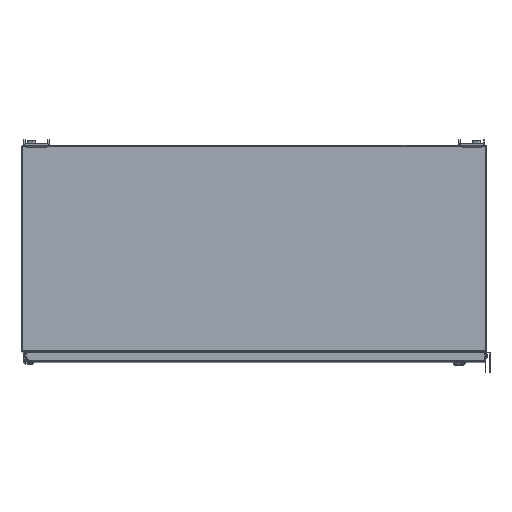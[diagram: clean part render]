
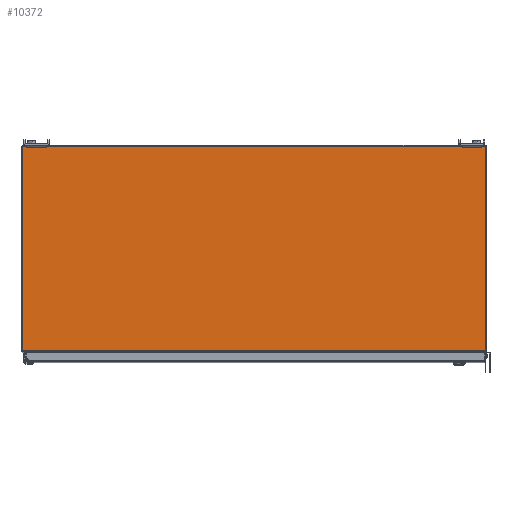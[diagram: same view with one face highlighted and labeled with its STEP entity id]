
A CAD part, top view. The second image highlights one B-rep face of the part: STEP entity #10372.
In plain terms, the highlighted planar face has unit normal (0, 0, 1).
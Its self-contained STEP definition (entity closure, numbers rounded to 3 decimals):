
#10372 = ADVANCED_FACE( '', ( #20732 ), #20733, .T. );
#20732 = FACE_OUTER_BOUND( '', #62424, .T. );
#20733 = PLANE( '', #62425 );
#62424 = EDGE_LOOP( '', ( #94148, #94149, #94150, #94151 ) );
#62425 = AXIS2_PLACEMENT_3D( '', #94152, #94153, #94154 );
#94148 = ORIENTED_EDGE( '', *, *, #104626, .T. );
#94149 = ORIENTED_EDGE( '', *, *, #101638, .T. );
#94150 = ORIENTED_EDGE( '', *, *, #103439, .T. );
#94151 = ORIENTED_EDGE( '', *, *, #99668, .T. );
#94152 = CARTESIAN_POINT( '', ( 0., 0., 0. ) );
#94153 = DIRECTION( '', ( 0., 0., 1. ) );
#94154 = DIRECTION( '', ( 1., 0., 0. ) );
#99668 = EDGE_CURVE( '', #113163, #113164, #113165, .T. );
#101638 = EDGE_CURVE( '', #115918, #115925, #115927, .T. );
#103439 = EDGE_CURVE( '', #115925, #113163, #118190, .T. );
#104626 = EDGE_CURVE( '', #113164, #115918, #119460, .T. );
#113163 = VERTEX_POINT( '', #141643 );
#113164 = VERTEX_POINT( '', #141644 );
#113165 = LINE( '', #141645, #141646 );
#115918 = VERTEX_POINT( '', #148939 );
#115925 = VERTEX_POINT( '', #148957 );
#115927 = LINE( '', #148959, #148960 );
#118190 = LINE( '', #155411, #155412 );
#119460 = LINE( '', #158015, #158016 );
#141643 = CARTESIAN_POINT( '', ( 455.676, 202.438, 0. ) );
#141644 = CARTESIAN_POINT( '', ( -455.676, 202.438, 0. ) );
#141645 = CARTESIAN_POINT( '', ( 455.676, 202.438, 0. ) );
#141646 = VECTOR( '', #161395, 1000. );
#148939 = CARTESIAN_POINT( '', ( -455.676, -200.101, 0. ) );
#148957 = CARTESIAN_POINT( '', ( 455.676, -200.101, 0. ) );
#148959 = CARTESIAN_POINT( '', ( -455.676, -200.101, 0. ) );
#148960 = VECTOR( '', #162654, 1000. );
#155411 = CARTESIAN_POINT( '', ( 455.676, -202.438, 0. ) );
#155412 = VECTOR( '', #163638, 1000. );
#158015 = CARTESIAN_POINT( '', ( -455.676, 202.438, 0. ) );
#158016 = VECTOR( '', #164014, 1000. );
#161395 = DIRECTION( '', ( -1., 0., 0. ) );
#162654 = DIRECTION( '', ( 1., 0., 0. ) );
#163638 = DIRECTION( '', ( 0., 1., 0. ) );
#164014 = DIRECTION( '', ( 0., -1., 0. ) );
